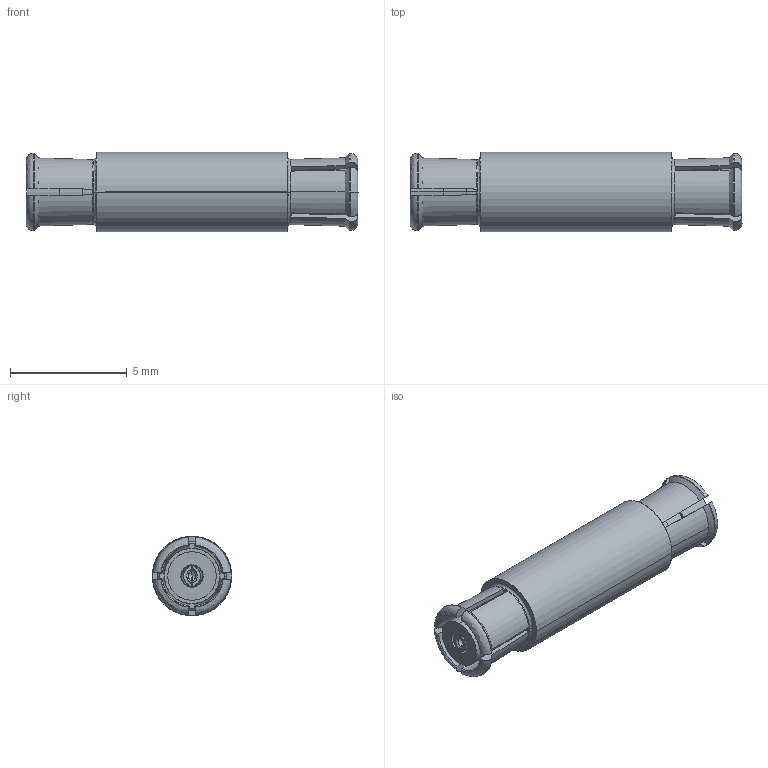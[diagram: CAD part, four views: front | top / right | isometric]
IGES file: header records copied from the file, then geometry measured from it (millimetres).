
Start section: SolidWorks IGES file using analytic representation for surfaces
Global section: file name: R222.705.210A.IGS; native system: SolidWorks 2011; preprocessor: SolidWorks 2011; author: zhang_c; date: 121205.164628; units: millimetre
Bounding box: 14.2 x 3.4 x 3.4 mm (x, y, z)
Surface area: 273.8 mm2 (no closed solid volume)
Topology: 0 solids, 0 shells, 145 faces, 1505 edges, 1501 vertices
Faces by surface type: bspline 75, revolution 70
